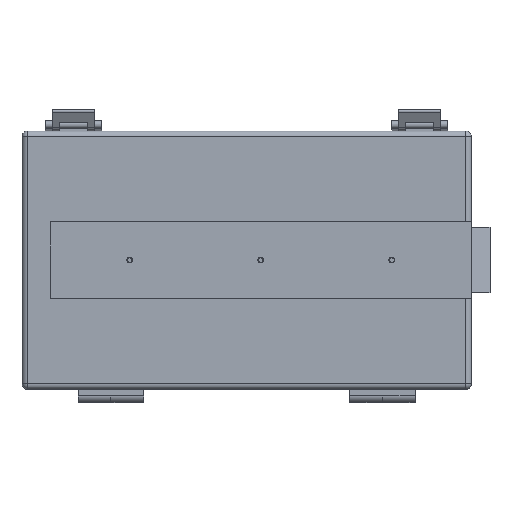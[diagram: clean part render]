
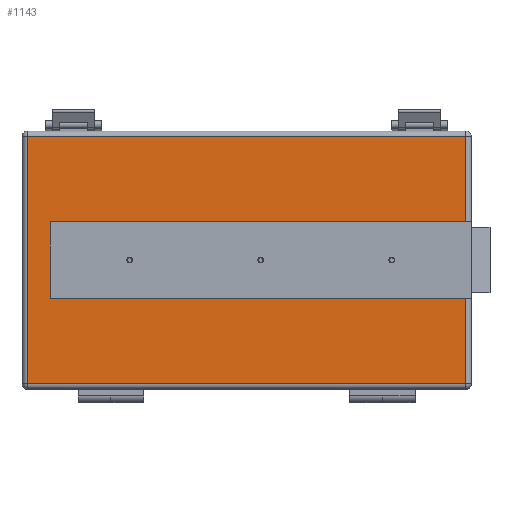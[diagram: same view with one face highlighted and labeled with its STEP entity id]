
A CAD part, top view. The second image highlights one B-rep face of the part: STEP entity #1143.
In plain terms, the highlighted planar face has unit normal (0, 0, 1).
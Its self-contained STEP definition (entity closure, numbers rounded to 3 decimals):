
#732=FACE_BOUND('',#2093,.T.);
#733=FACE_BOUND('',#2094,.T.);
#734=FACE_BOUND('',#2095,.T.);
#735=FACE_BOUND('',#2096,.T.);
#1143=ADVANCED_FACE('',(#732,#733,#734,#735),#1441,.T.);
#1441=PLANE('',#7259);
#2093=EDGE_LOOP('',(#3575));
#2094=EDGE_LOOP('',(#3576));
#2095=EDGE_LOOP('',(#3577));
#2096=EDGE_LOOP('',(#3578,#3579,#3580,#3581));
#2579=CIRCLE('',#7256,1.5);
#2580=CIRCLE('',#7257,1.5);
#2581=CIRCLE('',#7258,1.5);
#3575=ORIENTED_EDGE('',*,*,#5429,.F.);
#3576=ORIENTED_EDGE('',*,*,#5430,.F.);
#3577=ORIENTED_EDGE('',*,*,#5431,.F.);
#3578=ORIENTED_EDGE('',*,*,#5432,.T.);
#3579=ORIENTED_EDGE('',*,*,#5433,.T.);
#3580=ORIENTED_EDGE('',*,*,#5434,.T.);
#3581=ORIENTED_EDGE('',*,*,#5435,.T.);
#4706=VERTEX_POINT('',#10573);
#4707=VERTEX_POINT('',#10575);
#4708=VERTEX_POINT('',#10577);
#4709=VERTEX_POINT('',#10579);
#4710=VERTEX_POINT('',#10580);
#4711=VERTEX_POINT('',#10582);
#4712=VERTEX_POINT('',#10584);
#5429=EDGE_CURVE('',#4706,#4706,#2579,.T.);
#5430=EDGE_CURVE('',#4707,#4707,#2580,.T.);
#5431=EDGE_CURVE('',#4708,#4708,#2581,.T.);
#5432=EDGE_CURVE('',#4709,#4710,#6090,.T.);
#5433=EDGE_CURVE('',#4710,#4711,#6091,.T.);
#5434=EDGE_CURVE('',#4711,#4712,#6092,.T.);
#5435=EDGE_CURVE('',#4712,#4709,#6093,.T.);
#6090=LINE('',#10578,#6619);
#6091=LINE('',#10581,#6620);
#6092=LINE('',#10583,#6621);
#6093=LINE('',#10585,#6622);
#6619=VECTOR('',#8643,1.);
#6620=VECTOR('',#8644,1.);
#6621=VECTOR('',#8645,1.);
#6622=VECTOR('',#8646,1.);
#7256=AXIS2_PLACEMENT_3D('',#10572,#8637,#8638);
#7257=AXIS2_PLACEMENT_3D('',#10574,#8639,#8640);
#7258=AXIS2_PLACEMENT_3D('',#10576,#8641,#8642);
#7259=AXIS2_PLACEMENT_3D('',#10586,#8647,#8648);
#8637=DIRECTION('',(0.,0.,1.));
#8638=DIRECTION('',(1.,0.,0.));
#8639=DIRECTION('',(0.,0.,1.));
#8640=DIRECTION('',(1.,0.,0.));
#8641=DIRECTION('',(0.,0.,1.));
#8642=DIRECTION('',(1.,0.,0.));
#8643=DIRECTION('',(1.,0.,0.));
#8644=DIRECTION('',(0.,1.,0.));
#8645=DIRECTION('',(-1.,0.,0.));
#8646=DIRECTION('',(0.,-1.,0.));
#8647=DIRECTION('',(0.,0.,1.));
#8648=DIRECTION('',(1.,0.,0.));
#10572=CARTESIAN_POINT('',(70.,-4.,65.));
#10573=CARTESIAN_POINT('',(71.5,-4.,65.));
#10574=CARTESIAN_POINT('',(0.,-4.,65.));
#10575=CARTESIAN_POINT('',(1.5,-4.,65.));
#10576=CARTESIAN_POINT('',(-70.,-4.,65.));
#10577=CARTESIAN_POINT('',(-68.5,-4.,65.));
#10578=CARTESIAN_POINT('',(120.,-70.,65.));
#10579=CARTESIAN_POINT('',(-117.,-70.,65.));
#10580=CARTESIAN_POINT('',(117.,-70.,65.));
#10581=CARTESIAN_POINT('',(117.,62.,65.));
#10582=CARTESIAN_POINT('',(117.,62.,65.));
#10583=CARTESIAN_POINT('',(-120.,62.,65.));
#10584=CARTESIAN_POINT('',(-117.,62.,65.));
#10585=CARTESIAN_POINT('',(-117.,-70.,65.));
#10586=CARTESIAN_POINT('',(0.,0.,65.));
